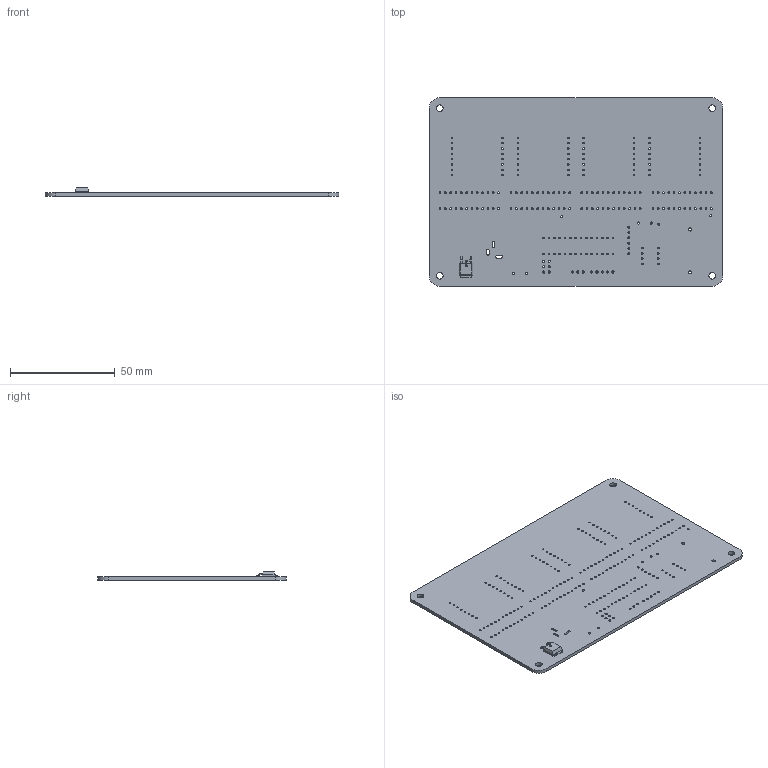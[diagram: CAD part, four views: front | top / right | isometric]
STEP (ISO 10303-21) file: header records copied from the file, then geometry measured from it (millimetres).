
FILE_DESCRIPTION(('KiCad electronic assembly'),'2;1');
FILE_NAME('CLOCK.step','2022-07-22T04:39:38',('Pcbnew'),('Kicad'), 'Open CASCADE STEP processor 7.6','KiCad to STEP converter','Unknown' );
FILE_SCHEMA(('AUTOMOTIVE_DESIGN { 1 0 10303 214 1 1 1 1 }'));
Length unit declared in the file: millimetre
Products named in the file (4): CLOCK 1; TO-252-2; SOLID; _autosave-CLOCK PCB
Assembly tree (3 placements, depth 3):
  CLOCK 1
    TO-252-2
      SOLID
    _autosave-CLOCK PCB
Bounding box: 140 x 90 x 3.97 mm (x, y, z)
Volume: 19956.8 mm3; surface area: 26740.9 mm2
Topology: 2 solids, 2 shells, 331 faces, 959 edges, 636 vertices
Faces by surface type: cylinder 239, bspline 80, plane 12
Full cylindrical faces by diameter (mm): 0.762 x64, 0.8 x132, 1 x27, 1.5 x2, 3.2 x4
Entity records: 24639 total; most frequent: CARTESIAN_POINT 4894, DIRECTION 3229, ORIENTED_EDGE 1918, PCURVE 1918, DEFINITIONAL_REPRESENTATION 1918, LINE 1285, VECTOR 1285, EDGE_CURVE 959
